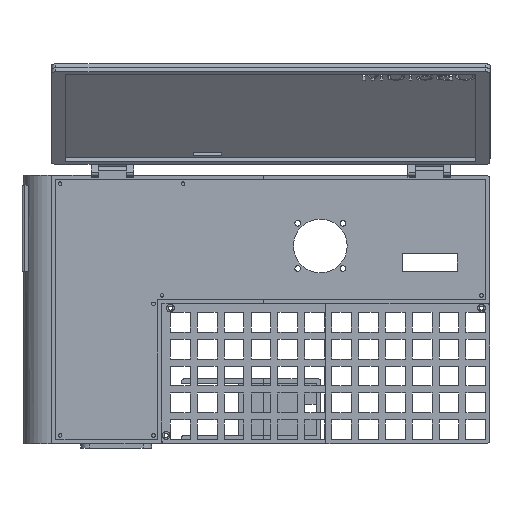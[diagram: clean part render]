
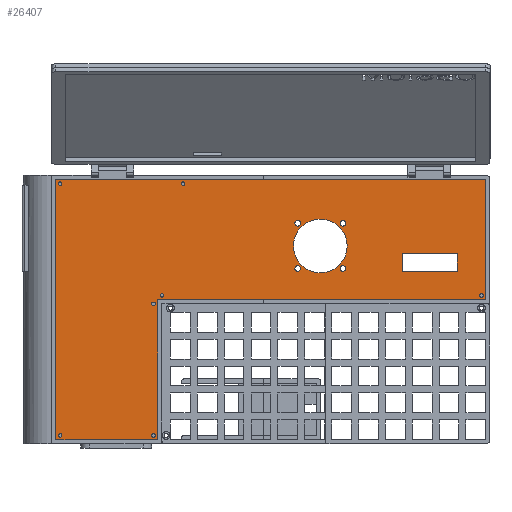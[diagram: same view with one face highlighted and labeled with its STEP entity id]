
A CAD part, top view. The second image highlights one B-rep face of the part: STEP entity #26407.
In plain terms, the highlighted planar face has unit normal (0, 0, 1).
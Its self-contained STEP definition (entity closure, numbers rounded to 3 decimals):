
#1701=FACE_BOUND('',#4538,.T.);
#1702=FACE_BOUND('',#4539,.T.);
#1703=FACE_BOUND('',#4540,.T.);
#1704=FACE_BOUND('',#4541,.T.);
#1705=FACE_BOUND('',#4542,.T.);
#1706=FACE_BOUND('',#4543,.T.);
#1707=FACE_BOUND('',#4544,.T.);
#1708=FACE_BOUND('',#4545,.T.);
#1709=FACE_BOUND('',#4546,.T.);
#1710=FACE_BOUND('',#4547,.T.);
#1711=FACE_BOUND('',#4548,.T.);
#1712=FACE_BOUND('',#4549,.T.);
#1713=FACE_BOUND('',#4550,.T.);
#1842=CIRCLE('',#27587,19.);
#1844=CIRCLE('',#27590,2.);
#1846=CIRCLE('',#27593,2.);
#1848=CIRCLE('',#27596,2.);
#1850=CIRCLE('',#27599,2.);
#1852=CIRCLE('',#27606,1.25);
#1854=CIRCLE('',#27609,1.25);
#1856=CIRCLE('',#27612,1.25);
#1858=CIRCLE('',#27615,1.25);
#1860=CIRCLE('',#27618,1.25);
#1862=CIRCLE('',#27621,1.25);
#1864=CIRCLE('',#27624,1.25);
#2997=FACE_OUTER_BOUND('',#4537,.T.);
#4537=EDGE_LOOP('',(#21904,#21905,#21906,#21907,#21908,#21909));
#4538=EDGE_LOOP('',(#21910));
#4539=EDGE_LOOP('',(#21911));
#4540=EDGE_LOOP('',(#21912));
#4541=EDGE_LOOP('',(#21913));
#4542=EDGE_LOOP('',(#21914));
#4543=EDGE_LOOP('',(#21915,#21916,#21917,#21918));
#4544=EDGE_LOOP('',(#21919));
#4545=EDGE_LOOP('',(#21920));
#4546=EDGE_LOOP('',(#21921));
#4547=EDGE_LOOP('',(#21922));
#4548=EDGE_LOOP('',(#21923));
#4549=EDGE_LOOP('',(#21924));
#4550=EDGE_LOOP('',(#21925));
#6855=LINE('',#45132,#9557);
#6859=LINE('',#45140,#9561);
#6862=LINE('',#45146,#9564);
#6865=LINE('',#45151,#9567);
#6876=LINE('',#45202,#9578);
#6879=LINE('',#45208,#9581);
#6882=LINE('',#45214,#9584);
#6885=LINE('',#45220,#9587);
#6888=LINE('',#45226,#9590);
#6891=LINE('',#45230,#9593);
#9557=VECTOR('',#31188,10.);
#9561=VECTOR('',#31194,10.);
#9564=VECTOR('',#31199,10.);
#9567=VECTOR('',#31204,10.);
#9578=VECTOR('',#31259,10.);
#9581=VECTOR('',#31264,10.);
#9584=VECTOR('',#31269,10.);
#9587=VECTOR('',#31274,10.);
#9590=VECTOR('',#31279,10.);
#9593=VECTOR('',#31284,10.);
#12145=VERTEX_POINT('',#45100);
#12147=VERTEX_POINT('',#45106);
#12149=VERTEX_POINT('',#45112);
#12151=VERTEX_POINT('',#45118);
#12153=VERTEX_POINT('',#45124);
#12155=VERTEX_POINT('',#45130);
#12156=VERTEX_POINT('',#45131);
#12159=VERTEX_POINT('',#45139);
#12161=VERTEX_POINT('',#45145);
#12163=VERTEX_POINT('',#45154);
#12165=VERTEX_POINT('',#45160);
#12167=VERTEX_POINT('',#45166);
#12169=VERTEX_POINT('',#45172);
#12171=VERTEX_POINT('',#45178);
#12173=VERTEX_POINT('',#45184);
#12175=VERTEX_POINT('',#45190);
#12179=VERTEX_POINT('',#45199);
#12180=VERTEX_POINT('',#45201);
#12182=VERTEX_POINT('',#45207);
#12184=VERTEX_POINT('',#45213);
#12186=VERTEX_POINT('',#45219);
#12188=VERTEX_POINT('',#45225);
#15527=EDGE_CURVE('',#12145,#12145,#1842,.T.);
#15530=EDGE_CURVE('',#12147,#12147,#1844,.T.);
#15533=EDGE_CURVE('',#12149,#12149,#1846,.T.);
#15536=EDGE_CURVE('',#12151,#12151,#1848,.T.);
#15539=EDGE_CURVE('',#12153,#12153,#1850,.T.);
#15542=EDGE_CURVE('',#12155,#12156,#6855,.T.);
#15546=EDGE_CURVE('',#12159,#12155,#6859,.T.);
#15549=EDGE_CURVE('',#12161,#12159,#6862,.T.);
#15552=EDGE_CURVE('',#12156,#12161,#6865,.T.);
#15554=EDGE_CURVE('',#12163,#12163,#1852,.T.);
#15557=EDGE_CURVE('',#12165,#12165,#1854,.T.);
#15560=EDGE_CURVE('',#12167,#12167,#1856,.T.);
#15563=EDGE_CURVE('',#12169,#12169,#1858,.T.);
#15566=EDGE_CURVE('',#12171,#12171,#1860,.T.);
#15569=EDGE_CURVE('',#12173,#12173,#1862,.T.);
#15572=EDGE_CURVE('',#12175,#12175,#1864,.T.);
#15577=EDGE_CURVE('',#12180,#12179,#6876,.T.);
#15580=EDGE_CURVE('',#12182,#12180,#6879,.T.);
#15583=EDGE_CURVE('',#12184,#12182,#6882,.T.);
#15586=EDGE_CURVE('',#12186,#12184,#6885,.T.);
#15589=EDGE_CURVE('',#12188,#12186,#6888,.T.);
#15592=EDGE_CURVE('',#12179,#12188,#6891,.T.);
#21904=ORIENTED_EDGE('',*,*,#15592,.T.);
#21905=ORIENTED_EDGE('',*,*,#15589,.T.);
#21906=ORIENTED_EDGE('',*,*,#15586,.T.);
#21907=ORIENTED_EDGE('',*,*,#15583,.T.);
#21908=ORIENTED_EDGE('',*,*,#15580,.T.);
#21909=ORIENTED_EDGE('',*,*,#15577,.T.);
#21910=ORIENTED_EDGE('',*,*,#15527,.T.);
#21911=ORIENTED_EDGE('',*,*,#15530,.T.);
#21912=ORIENTED_EDGE('',*,*,#15533,.T.);
#21913=ORIENTED_EDGE('',*,*,#15536,.T.);
#21914=ORIENTED_EDGE('',*,*,#15539,.T.);
#21915=ORIENTED_EDGE('',*,*,#15542,.T.);
#21916=ORIENTED_EDGE('',*,*,#15552,.T.);
#21917=ORIENTED_EDGE('',*,*,#15549,.T.);
#21918=ORIENTED_EDGE('',*,*,#15546,.T.);
#21919=ORIENTED_EDGE('',*,*,#15554,.T.);
#21920=ORIENTED_EDGE('',*,*,#15557,.T.);
#21921=ORIENTED_EDGE('',*,*,#15560,.T.);
#21922=ORIENTED_EDGE('',*,*,#15563,.T.);
#21923=ORIENTED_EDGE('',*,*,#15566,.T.);
#21924=ORIENTED_EDGE('',*,*,#15569,.T.);
#21925=ORIENTED_EDGE('',*,*,#15572,.T.);
#25250=PLANE('',#27632);
#26407=ADVANCED_FACE('',(#2997,#1701,#1702,#1703,#1704,#1705,#1706,#1707,
#1708,#1709,#1710,#1711,#1712,#1713),#25250,.T.);
#27587=AXIS2_PLACEMENT_3D('',#45101,#31153,#31154);
#27590=AXIS2_PLACEMENT_3D('',#45107,#31160,#31161);
#27593=AXIS2_PLACEMENT_3D('',#45113,#31167,#31168);
#27596=AXIS2_PLACEMENT_3D('',#45119,#31174,#31175);
#27599=AXIS2_PLACEMENT_3D('',#45125,#31181,#31182);
#27606=AXIS2_PLACEMENT_3D('',#45155,#31208,#31209);
#27609=AXIS2_PLACEMENT_3D('',#45161,#31215,#31216);
#27612=AXIS2_PLACEMENT_3D('',#45167,#31222,#31223);
#27615=AXIS2_PLACEMENT_3D('',#45173,#31229,#31230);
#27618=AXIS2_PLACEMENT_3D('',#45179,#31236,#31237);
#27621=AXIS2_PLACEMENT_3D('',#45185,#31243,#31244);
#27624=AXIS2_PLACEMENT_3D('',#45191,#31250,#31251);
#27632=AXIS2_PLACEMENT_3D('',#45231,#31285,#31286);
#31153=DIRECTION('center_axis',(0.,0.,-1.));
#31154=DIRECTION('ref_axis',(-1.,0.,0.));
#31160=DIRECTION('center_axis',(0.,0.,-1.));
#31161=DIRECTION('ref_axis',(-1.,0.,0.));
#31167=DIRECTION('center_axis',(0.,0.,-1.));
#31168=DIRECTION('ref_axis',(-1.,0.,0.));
#31174=DIRECTION('center_axis',(0.,0.,-1.));
#31175=DIRECTION('ref_axis',(-1.,0.,0.));
#31181=DIRECTION('center_axis',(0.,0.,-1.));
#31182=DIRECTION('ref_axis',(-1.,0.,0.));
#31188=DIRECTION('',(0.,-1.,0.));
#31194=DIRECTION('',(1.,0.,0.));
#31199=DIRECTION('',(0.,1.,0.));
#31204=DIRECTION('',(-1.,0.,0.));
#31208=DIRECTION('center_axis',(0.,0.,-1.));
#31209=DIRECTION('ref_axis',(-1.,0.,0.));
#31215=DIRECTION('center_axis',(0.,0.,-1.));
#31216=DIRECTION('ref_axis',(-1.,0.,0.));
#31222=DIRECTION('center_axis',(0.,0.,-1.));
#31223=DIRECTION('ref_axis',(-1.,0.,0.));
#31229=DIRECTION('center_axis',(0.,0.,-1.));
#31230=DIRECTION('ref_axis',(-1.,0.,0.));
#31236=DIRECTION('center_axis',(0.,0.,-1.));
#31237=DIRECTION('ref_axis',(-1.,0.,0.));
#31243=DIRECTION('center_axis',(0.,0.,-1.));
#31244=DIRECTION('ref_axis',(-1.,0.,0.));
#31250=DIRECTION('center_axis',(0.,0.,-1.));
#31251=DIRECTION('ref_axis',(-1.,0.,0.));
#31259=DIRECTION('',(1.,0.,0.));
#31264=DIRECTION('',(0.,-1.,0.));
#31269=DIRECTION('',(-1.,0.,0.));
#31274=DIRECTION('',(0.,1.,0.));
#31279=DIRECTION('',(1.,0.,0.));
#31284=DIRECTION('',(0.,1.,0.));
#31285=DIRECTION('center_axis',(0.,0.,1.));
#31286=DIRECTION('ref_axis',(1.,0.,0.));
#45100=CARTESIAN_POINT('',(-103.003,10.365,40.));
#45101=CARTESIAN_POINT('Origin',(-122.003,10.365,40.));
#45106=CARTESIAN_POINT('',(-104.003,26.365,40.));
#45107=CARTESIAN_POINT('Origin',(-106.003,26.365,40.));
#45112=CARTESIAN_POINT('',(-104.003,-5.635,40.));
#45113=CARTESIAN_POINT('Origin',(-106.003,-5.635,40.));
#45118=CARTESIAN_POINT('',(-136.003,26.365,40.));
#45119=CARTESIAN_POINT('Origin',(-138.003,26.365,40.));
#45124=CARTESIAN_POINT('',(-136.003,-5.635,40.));
#45125=CARTESIAN_POINT('Origin',(-138.003,-5.635,40.));
#45130=CARTESIAN_POINT('',(-25.003,4.865,40.));
#45131=CARTESIAN_POINT('',(-25.003,-7.635,40.));
#45132=CARTESIAN_POINT('',(-25.003,-14.885,40.));
#45139=CARTESIAN_POINT('',(-64.003,4.865,40.));
#45140=CARTESIAN_POINT('',(-110.503,4.865,40.));
#45145=CARTESIAN_POINT('',(-64.003,-7.635,40.));
#45146=CARTESIAN_POINT('',(-64.003,-21.135,40.));
#45151=CARTESIAN_POINT('',(-91.003,-7.635,40.));
#45154=CARTESIAN_POINT('',(-217.753,54.365,40.));
#45155=CARTESIAN_POINT('Origin',(-219.003,54.365,40.));
#45160=CARTESIAN_POINT('',(-304.753,-123.635,40.));
#45161=CARTESIAN_POINT('Origin',(-306.003,-123.635,40.));
#45166=CARTESIAN_POINT('',(-232.753,-24.635,40.));
#45167=CARTESIAN_POINT('Origin',(-234.003,-24.635,40.));
#45172=CARTESIAN_POINT('',(-304.753,54.365,40.));
#45173=CARTESIAN_POINT('Origin',(-306.003,54.365,40.));
#45178=CARTESIAN_POINT('',(-238.753,-123.635,40.));
#45179=CARTESIAN_POINT('Origin',(-240.003,-123.635,40.));
#45184=CARTESIAN_POINT('',(-238.753,-30.635,40.));
#45185=CARTESIAN_POINT('Origin',(-240.003,-30.635,40.));
#45190=CARTESIAN_POINT('',(-6.753,-24.635,40.));
#45191=CARTESIAN_POINT('Origin',(-8.003,-24.635,40.));
#45199=CARTESIAN_POINT('',(-237.003,-126.635,40.));
#45201=CARTESIAN_POINT('',(-309.003,-126.635,40.));
#45202=CARTESIAN_POINT('',(-5.003,-126.635,40.));
#45207=CARTESIAN_POINT('',(-309.003,57.365,40.));
#45208=CARTESIAN_POINT('',(-309.003,-126.635,40.));
#45213=CARTESIAN_POINT('',(-5.003,57.365,40.));
#45214=CARTESIAN_POINT('',(-309.003,57.365,40.));
#45219=CARTESIAN_POINT('',(-5.003,-27.635,40.));
#45220=CARTESIAN_POINT('',(-5.003,57.365,40.));
#45225=CARTESIAN_POINT('',(-237.003,-27.635,40.));
#45226=CARTESIAN_POINT('',(-237.003,-27.635,40.));
#45230=CARTESIAN_POINT('',(-237.003,-126.635,40.));
#45231=CARTESIAN_POINT('Origin',(-157.003,-34.635,40.));
